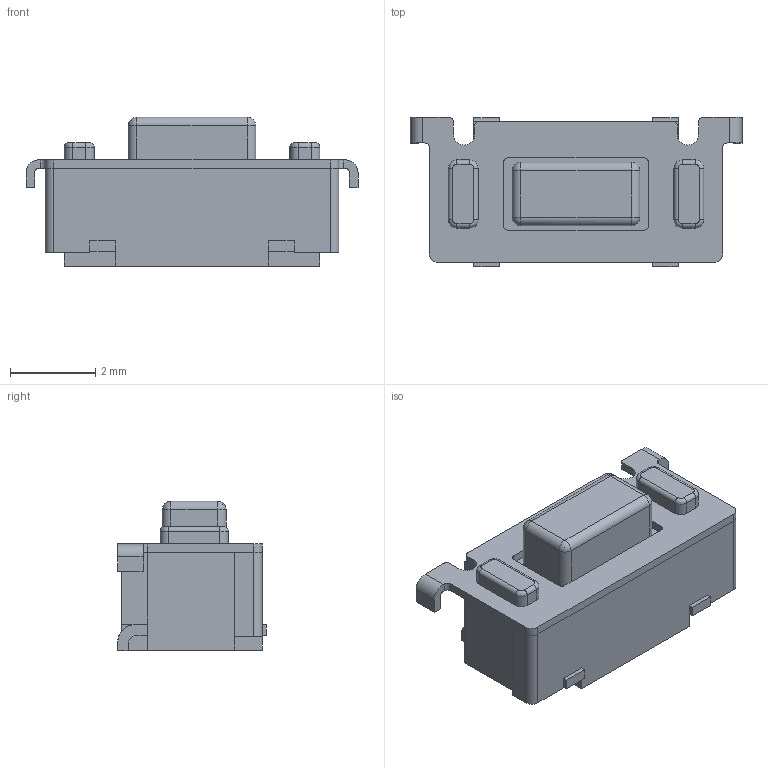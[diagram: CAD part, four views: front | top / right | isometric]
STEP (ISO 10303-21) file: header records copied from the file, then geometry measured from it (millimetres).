
FILE_DESCRIPTION((''),'2;1');
FILE_NAME('TL3330AFxxxQG.stp','2017-06-28T14:38:57',('mwilliams'),(''),'Autodesk Inventor 2012','Autodesk Inventor 2012','');
FILE_SCHEMA(('AUTOMOTIVE_DESIGN { 1 0 10303 214 1 1 1 1 }'));
Length unit declared in the file: millimetre
Products named in the file (4): P010951; TL3330 Housing; TL3330 Cover Plate; TL3330 Actuator
Assembly tree (3 placements, depth 2):
  P010951
    TL3330 Housing
    TL3330 Cover Plate
    TL3330 Actuator
Bounding box: 7.8 x 3.5 x 3.51 mm (x, y, z)
Volume: 41.6 mm3; surface area: 198 mm2
Topology: 3 solids, 3 shells, 304 faces, 784 edges, 498 vertices
Faces by surface type: plane 187, cylinder 93, sphere 16, torus 8
Entity records: 9294 total; most frequent: DIRECTION 1590, CARTESIAN_POINT 1573, ORIENTED_EDGE 1544, EDGE_CURVE 772, VECTOR 576, LINE 576, AXIS2_PLACEMENT_3D 507, VERTEX_POINT 490
